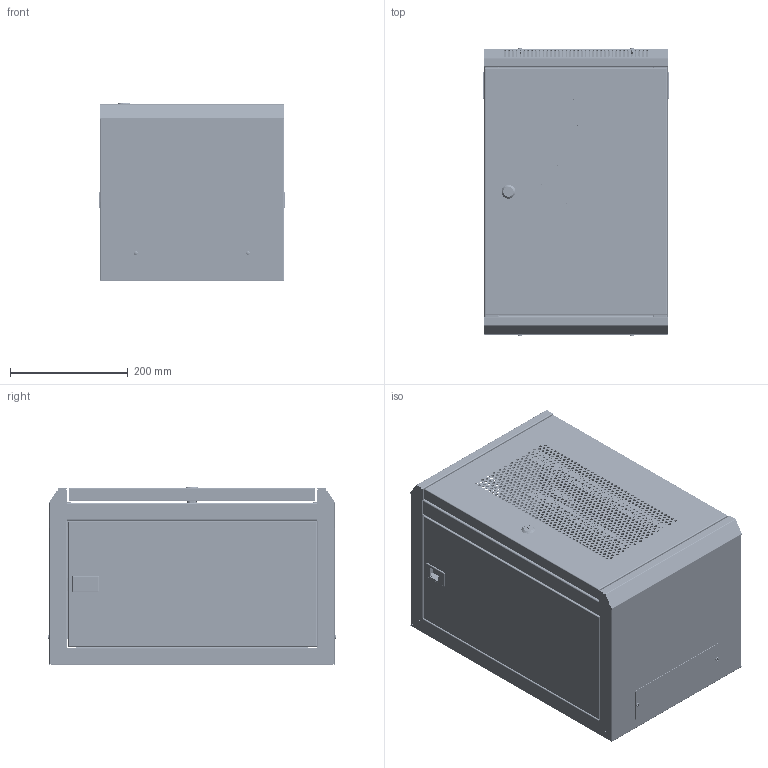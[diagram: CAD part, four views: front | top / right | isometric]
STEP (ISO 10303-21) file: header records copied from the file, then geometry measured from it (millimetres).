
FILE_DESCRIPTION (( 'STEP AP214' ), '1' );
FILE_NAME ('00406836.step', '2022-05-09T15:08:03', ( '' ), ( '' ), 'SwSTEP 2.0', 'SolidWorks 2021', '' );
FILE_SCHEMA (( 'AUTOMOTIVE_DESIGN' ));
Length unit declared in the file: inch
Products named in the file (21): PDU_K1; LOCK ASSY, 10 IN. CABINET; CABINET POST, VERT, 9U; COVER, CABLE GLAND; PERFORATED DOOR AND LOCK ASSY, 9U; MOUNTING POST, 9U; M6 X 13 GND STUD; SMM3309 CABINET-ONLY ASSY; lock hex nut; SIDE PANEL, 9U, SMM3309; PERFORATED DOOR ASSY, 9U; M4X8LS; PERFORATED DOOR, 9U; PDU_K2; PDU-K0_ASM; GB9074-4-88-M3X6; SIDE PANEL ASSY, 9U, SMM3309; lock cylinder; CABINET BASE, 9U X 300mm X 312mm; lock cam; 00406836
Assembly tree (32 placements, depth 5):
  00406836
    SMM3309 CABINET-ONLY ASSY
      CABINET BASE, 9U X 300mm X 312mm
      M6 X 13 GND STUD
      CABINET POST, VERT, 9U  x2
      SIDE PANEL ASSY, 9U, SMM3309  x2
        SIDE PANEL, 9U, SMM3309
        PDU-K0_ASM
          PDU_K2
          PDU_K1
      COVER, CABLE GLAND  x2
      M4X8LS  x4
      MOUNTING POST, 9U  x6
    PERFORATED DOOR AND LOCK ASSY, 9U
      PERFORATED DOOR ASSY, 9U
        PERFORATED DOOR, 9U
        M6 X 13 GND STUD
      LOCK ASSY, 10 IN. CABINET
        lock cylinder
        GB9074-4-88-M3X6
        lock cam
        lock hex nut
Bounding box: 316.5 x 489.63 x 303 mm (x, y, z)
Volume: 1000539.4 mm3; surface area: 2180015.3 mm2
Topology: 33 solids, 33 shells, 4797 faces, 14189 edges, 9459 vertices
Faces by surface type: cylinder 2883, plane 1727, bspline 167, cone 18, torus 2
Entity records: 144518 total; most frequent: CARTESIAN_POINT 42097, DIRECTION 21604, ORIENTED_EDGE 20630, EDGE_CURVE 10315, AXIS2_PLACEMENT_3D 8461, VERTEX_POINT 6835, EDGE_LOOP 5806, CIRCLE 5011
